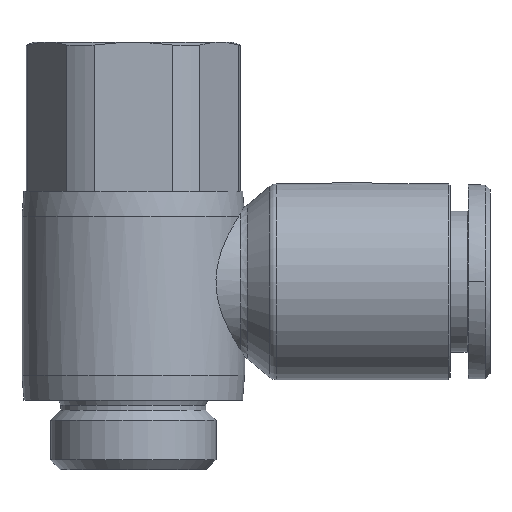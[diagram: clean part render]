
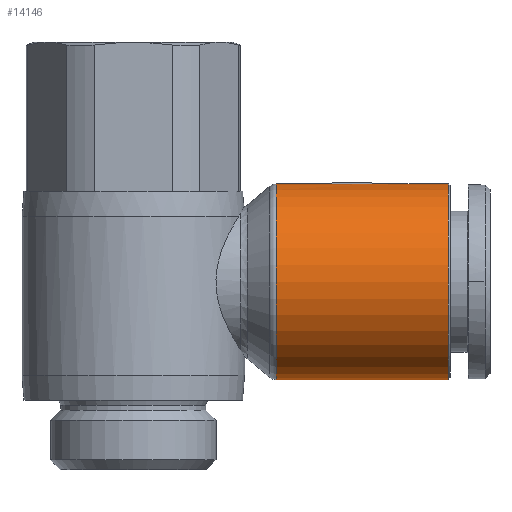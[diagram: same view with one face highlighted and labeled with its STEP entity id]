
A CAD part, front view. The second image highlights one B-rep face of the part: STEP entity #14146.
In plain terms, the highlighted cylindrical face has radius 9.85 mm (diameter 19.7 mm), a partial arc.
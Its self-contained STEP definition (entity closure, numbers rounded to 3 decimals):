
#355=CARTESIAN_POINT('',(-20.7,0.,9.85));
#356=VERTEX_POINT('',#355);
#357=CARTESIAN_POINT('',(-13.,0.,9.85));
#358=VERTEX_POINT('',#357);
#359=CARTESIAN_POINT('',(-20.7,0.,9.85));
#360=DIRECTION('',(1.0,0.0,0.0));
#361=VECTOR('',#360,7.7);
#362=LINE('',#359,#361);
#363=EDGE_CURVE('',#356,#358,#362,.T.);
#365=CARTESIAN_POINT('',(-20.7,0.,-9.85));
#366=VERTEX_POINT('',#365);
#374=CARTESIAN_POINT('',(-3.364,0.,-9.85));
#375=VERTEX_POINT('',#374);
#376=CARTESIAN_POINT('',(-3.364,0.,-9.85));
#377=DIRECTION('',(-1.0,0.0,0.0));
#378=VECTOR('',#377,17.336);
#379=LINE('',#376,#378);
#380=EDGE_CURVE('',#375,#366,#379,.T.);
#382=CARTESIAN_POINT('',(-3.364,0.,9.85));
#383=VERTEX_POINT('',#382);
#391=CARTESIAN_POINT('',(-9.,0.,9.85));
#392=VERTEX_POINT('',#391);
#393=CARTESIAN_POINT('',(-9.,0.,9.85));
#394=DIRECTION('',(1.0,0.0,0.0));
#395=VECTOR('',#394,5.636);
#396=LINE('',#393,#395);
#397=EDGE_CURVE('',#392,#383,#396,.T.);
#440=CARTESIAN_POINT('',(-3.364,0.,0.));
#441=DIRECTION('',(1.0,0.0,0.0));
#442=DIRECTION('',(0.0,0.0,-1.0));
#443=AXIS2_PLACEMENT_3D('',#440,#441,#442);
#444=CIRCLE('',#443,9.85);
#445=EDGE_CURVE('',#375,#383,#444,.T.);
#2406=CARTESIAN_POINT('',(-20.7,0.,0.));
#2407=DIRECTION('',(-1.0,0.0,0.0));
#2408=DIRECTION('',(0.0,0.0,1.0));
#2409=AXIS2_PLACEMENT_3D('',#2406,#2407,#2408);
#2410=CIRCLE('',#2409,9.85);
#2411=EDGE_CURVE('',#356,#366,#2410,.T.);
#14110=CARTESIAN_POINT('',(-11.0,0.,0.));
#14111=DIRECTION('',(1.0,0.,0.));
#14112=DIRECTION('',(0.0,0.0,1.0));
#14113=AXIS2_PLACEMENT_3D('',#14110,#14111,#14112);
#14114=CYLINDRICAL_SURFACE('',#14113,9.85);
#14115=ORIENTED_EDGE('',*,*,#363,.T.);
#14116=CARTESIAN_POINT('',(-13.,0.75,9.821));
#14117=VERTEX_POINT('',#14116);
#14118=CARTESIAN_POINT('',(-13.,0.,0.));
#14119=DIRECTION('',(-1.0,0.0,0.0));
#14120=DIRECTION('',(0.0,0.0,1.0));
#14121=AXIS2_PLACEMENT_3D('',#14118,#14119,#14120);
#14122=CIRCLE('',#14121,9.85);
#14123=EDGE_CURVE('',#358,#14117,#14122,.T.);
#14124=ORIENTED_EDGE('',*,*,#14123,.T.);
#14125=CARTESIAN_POINT('',(-9.,0.75,9.821));
#14126=VERTEX_POINT('',#14125);
#14127=CARTESIAN_POINT('',(-13.,0.75,9.821));
#14128=DIRECTION('',(1.0,0.0,0.0));
#14129=VECTOR('',#14128,4.0);
#14130=LINE('',#14127,#14129);
#14131=EDGE_CURVE('',#14117,#14126,#14130,.T.);
#14132=ORIENTED_EDGE('',*,*,#14131,.T.);
#14133=CARTESIAN_POINT('',(-9.,0.,0.));
#14134=DIRECTION('',(1.0,0.0,0.0));
#14135=DIRECTION('',(0.0,0.0,1.0));
#14136=AXIS2_PLACEMENT_3D('',#14133,#14134,#14135);
#14137=CIRCLE('',#14136,9.85);
#14138=EDGE_CURVE('',#14126,#392,#14137,.T.);
#14139=ORIENTED_EDGE('',*,*,#14138,.T.);
#14140=ORIENTED_EDGE('',*,*,#397,.T.);
#14141=ORIENTED_EDGE('',*,*,#445,.F.);
#14142=ORIENTED_EDGE('',*,*,#380,.T.);
#14143=ORIENTED_EDGE('',*,*,#2411,.F.);
#14144=EDGE_LOOP('',(#14115,#14124,#14132,#14139,#14140,#14141,#14142,#14143));
#14145=FACE_OUTER_BOUND('',#14144,.T.);
#14146=ADVANCED_FACE('',(#14145),#14114,.T.);
